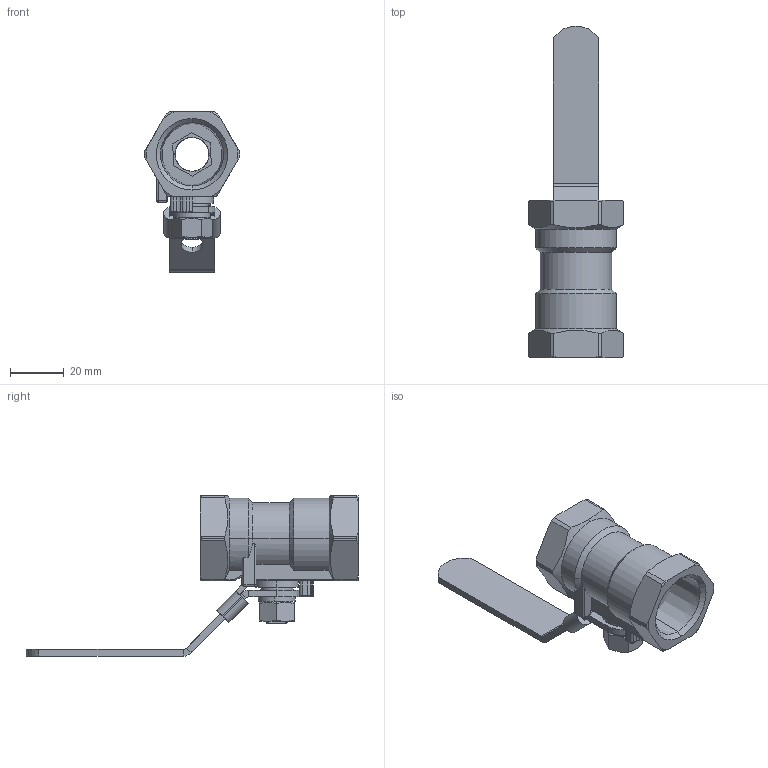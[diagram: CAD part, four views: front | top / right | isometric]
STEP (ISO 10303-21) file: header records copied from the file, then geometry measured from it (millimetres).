
FILE_DESCRIPTION (( 'STEP AP203' ), '1' );
FILE_NAME ('RV-1N 四分之三.STEP', '2020-09-04T01:40:39', ( '' ), ( '' ), 'SwSTEP 2.0', 'SolidWorks 2018', '' );
FILE_SCHEMA (( 'CONFIG_CONTROL_DESIGN' ));
Length unit declared in the file: millimetre
Products named in the file (14): 四分之三  丝堵加工图; RV-1N   四分之三; 四分之三  阀杆; 四分之三  球; 四分之三  手柄; 四分之三   填料; 四分之三  压套; 四分之三  限位锁; 四分之三  止推垫; 四分之三   小阀座; 四分之三  大阀座; 四分之三  体加工图; hex nuts, style 2-grades ab gb_GB_HEXAGON_TYPE13 M8 Normal Style-N; single coil lock washers light type gb_GB_FASTENER_WASHER_SSWL 8
Assembly tree (13 placements, depth 2):
  RV-1N   四分之三
    四分之三  体加工图
    四分之三   小阀座
    四分之三  止推垫
    四分之三  阀杆
    四分之三  球
    四分之三  大阀座
    四分之三  丝堵加工图
    四分之三   填料
    四分之三  压套
    四分之三  手柄
    四分之三  限位锁
    single coil lock washers light type gb_GB_FASTENER_WASHER_SSWL 8
    hex nuts, style 2-grades ab gb_GB_HEXAGON_TYPE13 M8 Normal Style-N
Bounding box: 35.5 x 123.1 x 59.45 mm (x, y, z)
Volume: 33769.6 mm3; surface area: 24919.1 mm2
Topology: 13 solids, 13 shells, 551 faces, 1379 edges, 884 vertices
Faces by surface type: plane 241, cylinder 144, bspline 91, cone 59, torus 8, sphere 8
Entity records: 23525 total; most frequent: CARTESIAN_POINT 9402, ORIENTED_EDGE 2738, DIRECTION 2394, EDGE_CURVE 1369, VERTEX_POINT 880, AXIS2_PLACEMENT_3D 830, VECTOR 734, LINE 734
